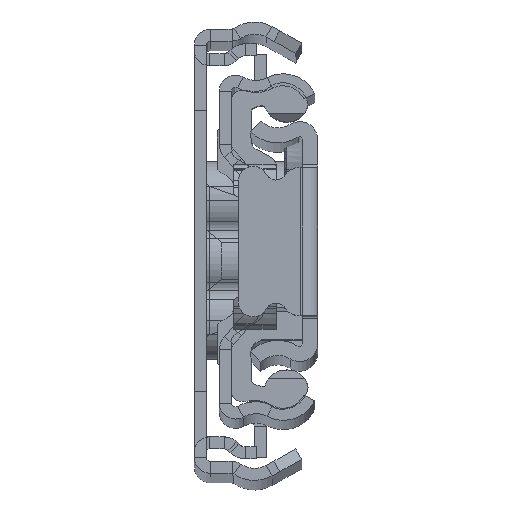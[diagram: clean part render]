
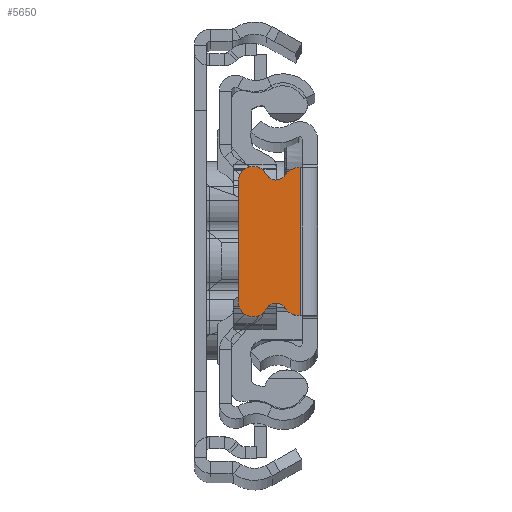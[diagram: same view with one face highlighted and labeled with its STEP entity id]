
A CAD part, top view. The second image highlights one B-rep face of the part: STEP entity #5650.
In plain terms, the highlighted planar face has unit normal (0, 0, 1).
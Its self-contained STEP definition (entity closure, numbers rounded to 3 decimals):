
#104 = EDGE_CURVE ( 'NONE', #6723, #22287, #18163, .T. ) ;
#290 = CARTESIAN_POINT ( 'NONE',  ( -1.75, -7.37, 0. ) ) ;
#529 = DIRECTION ( 'NONE',  ( 0., -1., 0. ) ) ;
#724 = VERTEX_POINT ( 'NONE', #10083 ) ;
#1628 = LINE ( 'NONE', #20011, #15545 ) ;
#1949 = VECTOR ( 'NONE', #17308, 1000. ) ;
#1994 = AXIS2_PLACEMENT_3D ( 'NONE', #23130, #13074, #19060 ) ;
#2323 = EDGE_CURVE ( 'NONE', #16570, #25728, #12671, .T. ) ;
#2735 = CARTESIAN_POINT ( 'NONE',  ( -1.929, -7.37, 0. ) ) ;
#2860 = LINE ( 'NONE', #2735, #1949 ) ;
#4069 = VERTEX_POINT ( 'NONE', #290 ) ;
#4125 = FACE_OUTER_BOUND ( 'NONE', #15520, .T. ) ;
#4368 = AXIS2_PLACEMENT_3D ( 'NONE', #24799, #6318, #18567 ) ;
#4670 = DIRECTION ( 'NONE',  ( 1., 0., 0. ) ) ;
#5547 = VECTOR ( 'NONE', #529, 1000. ) ;
#5578 = CARTESIAN_POINT ( 'NONE',  ( -6.429, 6., 0. ) ) ;
#5635 = CARTESIAN_POINT ( 'NONE',  ( -7.929, 6., 0. ) ) ;
#5650 = ADVANCED_FACE ( 'NONE', ( #4125 ), #26857, .T. ) ;
#5831 = CIRCLE ( 'NONE', #24500, 1.1 ) ;
#5920 = EDGE_CURVE ( 'NONE', #724, #4069, #22556, .T. ) ;
#6318 = DIRECTION ( 'NONE',  ( 0., 0., 1. ) ) ;
#6723 = VERTEX_POINT ( 'NONE', #22174 ) ;
#7346 = CARTESIAN_POINT ( 'NONE',  ( -6.429, -6., 0. ) ) ;
#7393 = CARTESIAN_POINT ( 'NONE',  ( -5.109, -6.713, 0. ) ) ;
#7638 = ORIENTED_EDGE ( 'NONE', *, *, #13867, .T. ) ;
#8284 = DIRECTION ( 'NONE',  ( 0., 0., 1. ) ) ;
#8310 = ORIENTED_EDGE ( 'NONE', *, *, #5920, .F. ) ;
#8586 = AXIS2_PLACEMENT_3D ( 'NONE', #23333, #25847, #4670 ) ;
#8805 = AXIS2_PLACEMENT_3D ( 'NONE', #7346, #15131, #21888 ) ;
#9738 = EDGE_CURVE ( 'NONE', #4069, #25728, #2860, .T. ) ;
#9751 = DIRECTION ( 'NONE',  ( -1., 0., 0. ) ) ;
#9922 = AXIS2_PLACEMENT_3D ( 'NONE', #5578, #14015, #22027 ) ;
#9958 = DIRECTION ( 'NONE',  ( 1., 0., 0. ) ) ;
#10083 = CARTESIAN_POINT ( 'NONE',  ( -1.75, 7.37, 0. ) ) ;
#10511 = VERTEX_POINT ( 'NONE', #15050 ) ;
#10871 = CARTESIAN_POINT ( 'NONE',  ( -1.929, -5.87, 0. ) ) ;
#11346 = CARTESIAN_POINT ( 'NONE',  ( -3.206, -6.658, 0. ) ) ;
#11876 = ORIENTED_EDGE ( 'NONE', *, *, #9738, .F. ) ;
#12293 = EDGE_CURVE ( 'NONE', #10511, #724, #1628, .T. ) ;
#12671 = CIRCLE ( 'NONE', #18300, 1.5 ) ;
#13074 = DIRECTION ( 'NONE',  ( 0., 0., 1. ) ) ;
#13154 = CIRCLE ( 'NONE', #8805, 1.5 ) ;
#13172 = ORIENTED_EDGE ( 'NONE', *, *, #13885, .T. ) ;
#13839 = DIRECTION ( 'NONE',  ( 0., 0., -1. ) ) ;
#13867 = EDGE_CURVE ( 'NONE', #10511, #25780, #22420, .T. ) ;
#13885 = EDGE_CURVE ( 'NONE', #22287, #20339, #20953, .T. ) ;
#14015 = DIRECTION ( 'NONE',  ( 0., 0., 1. ) ) ;
#14556 = EDGE_CURVE ( 'NONE', #25780, #6723, #20300, .T. ) ;
#15050 = CARTESIAN_POINT ( 'NONE',  ( -1.929, 7.37, 0. ) ) ;
#15131 = DIRECTION ( 'NONE',  ( 0., 0., 1. ) ) ;
#15520 = EDGE_LOOP ( 'NONE', ( #8310, #20100, #7638, #16714, #16533, #13172, #26185, #20650, #19809, #11876 ) ) ;
#15545 = VECTOR ( 'NONE', #9958, 1000. ) ;
#15661 = VECTOR ( 'NONE', #26517, 1000. ) ;
#15673 = CARTESIAN_POINT ( 'NONE',  ( -3.206, 6.658, 0. ) ) ;
#16533 = ORIENTED_EDGE ( 'NONE', *, *, #104, .T. ) ;
#16570 = VERTEX_POINT ( 'NONE', #11346 ) ;
#16613 = CARTESIAN_POINT ( 'NONE',  ( -7.929, -6., 0. ) ) ;
#16714 = ORIENTED_EDGE ( 'NONE', *, *, #14556, .T. ) ;
#16746 = CARTESIAN_POINT ( 'NONE',  ( -7.929, -6., 0. ) ) ;
#17308 = DIRECTION ( 'NONE',  ( -1., 0., 0. ) ) ;
#17464 = EDGE_CURVE ( 'NONE', #20339, #23096, #13154, .T. ) ;
#17735 = CARTESIAN_POINT ( 'NONE',  ( -1.929, -7.37, 0. ) ) ;
#18163 = CIRCLE ( 'NONE', #9922, 1.5 ) ;
#18300 = AXIS2_PLACEMENT_3D ( 'NONE', #10871, #8284, #22837 ) ;
#18567 = DIRECTION ( 'NONE',  ( 1., 0., 0. ) ) ;
#19060 = DIRECTION ( 'NONE',  ( -1., 0., 0. ) ) ;
#19809 = ORIENTED_EDGE ( 'NONE', *, *, #2323, .T. ) ;
#20011 = CARTESIAN_POINT ( 'NONE',  ( -1.929, 7.37, 0. ) ) ;
#20100 = ORIENTED_EDGE ( 'NONE', *, *, #12293, .F. ) ;
#20300 = CIRCLE ( 'NONE', #8586, 1.1 ) ;
#20339 = VERTEX_POINT ( 'NONE', #16613 ) ;
#20650 = ORIENTED_EDGE ( 'NONE', *, *, #21475, .T. ) ;
#20953 = LINE ( 'NONE', #16746, #5547 ) ;
#21475 = EDGE_CURVE ( 'NONE', #23096, #16570, #5831, .T. ) ;
#21888 = DIRECTION ( 'NONE',  ( 1., 0., 0. ) ) ;
#22027 = DIRECTION ( 'NONE',  ( -1., 0., 0. ) ) ;
#22174 = CARTESIAN_POINT ( 'NONE',  ( -5.109, 6.713, 0. ) ) ;
#22280 = CARTESIAN_POINT ( 'NONE',  ( -1.75, 0., 0. ) ) ;
#22287 = VERTEX_POINT ( 'NONE', #5635 ) ;
#22420 = CIRCLE ( 'NONE', #1994, 1.5 ) ;
#22556 = LINE ( 'NONE', #22280, #15661 ) ;
#22837 = DIRECTION ( 'NONE',  ( 1., 0., 0. ) ) ;
#23096 = VERTEX_POINT ( 'NONE', #7393 ) ;
#23130 = CARTESIAN_POINT ( 'NONE',  ( -1.929, 5.87, 0. ) ) ;
#23333 = CARTESIAN_POINT ( 'NONE',  ( -4.142, 7.236, 0. ) ) ;
#24422 = CARTESIAN_POINT ( 'NONE',  ( -4.142, -7.236, 0. ) ) ;
#24500 = AXIS2_PLACEMENT_3D ( 'NONE', #24422, #13839, #9751 ) ;
#24799 = CARTESIAN_POINT ( 'NONE',  ( 544.071, 0., 0. ) ) ;
#25728 = VERTEX_POINT ( 'NONE', #17735 ) ;
#25780 = VERTEX_POINT ( 'NONE', #15673 ) ;
#25847 = DIRECTION ( 'NONE',  ( 0., 0., -1. ) ) ;
#26185 = ORIENTED_EDGE ( 'NONE', *, *, #17464, .T. ) ;
#26517 = DIRECTION ( 'NONE',  ( 0., -1., 0. ) ) ;
#26857 = PLANE ( 'NONE',  #4368 ) ;
